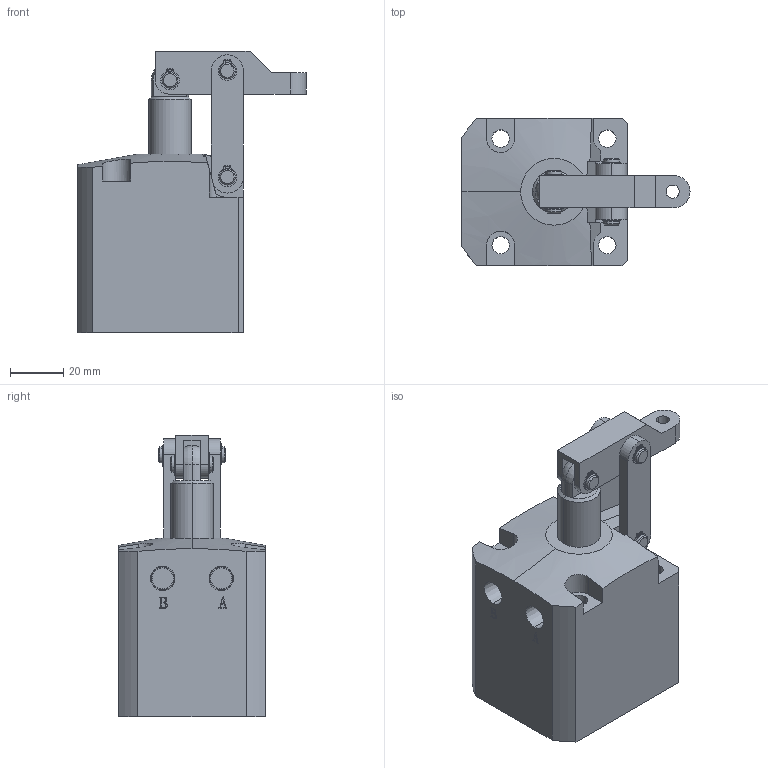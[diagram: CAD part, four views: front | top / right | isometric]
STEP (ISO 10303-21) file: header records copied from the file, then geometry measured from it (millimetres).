
FILE_DESCRIPTION (( 'STEP AP203' ), '1' );
FILE_NAME ('HUKW250A-D-SCS.STEP', '2020-08-24T07:38:54', ( '微软用户' ), ( '微软中国' ), 'SwSTEP 2.0', 'SolidWorks 2012', '' );
FILE_SCHEMA (( 'CONFIG_CONTROL_DESIGN' ));
Length unit declared in the file: millimetre
Products named in the file (8): HUKV-W250活塞杆; HUKV-W250蟀裝; HUKV-W250揤旋; HUKV-W250傻种; HUKW250A-D-SCS; HUKV-W250酗种; basic external retaining ring_am(B27.7M - 3AM1-6)
Assembly tree (14 placements, depth 2):
  HUKW250A-D-SCS
    HUKW250A-D-SCS
    HUKV-W250傻种
    HUKV-W250活塞杆
    HUKV-W250蟀裝  x2
    HUKV-W250揤旋
    HUKV-W250酗种  x2
    basic external retaining ring_am(B27.7M - 3AM1-6)  x6
Bounding box: 85.5 x 55 x 105.4 mm (x, y, z)
Volume: 211004.4 mm3; surface area: 44081.9 mm2
Topology: 14 solids, 14 shells, 412 faces, 1053 edges, 693 vertices
Faces by surface type: plane 199, cylinder 169, cone 20, bspline 16, torus 6, sphere 2
Entity records: 9339 total; most frequent: CARTESIAN_POINT 2313, DIRECTION 1261, ORIENTED_EDGE 1226, EDGE_CURVE 613, AXIS2_PLACEMENT_3D 457, VERTEX_POINT 401, VECTOR 347, LINE 347
